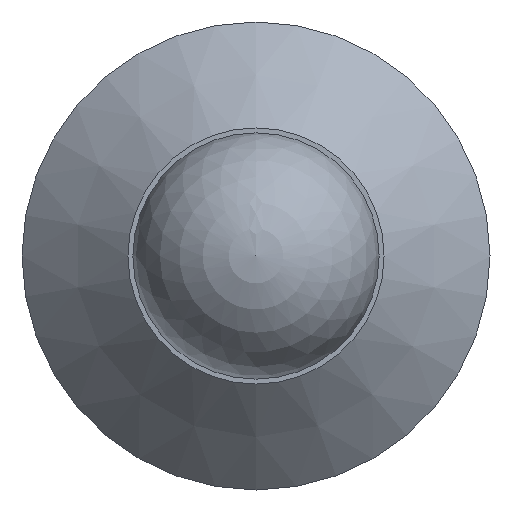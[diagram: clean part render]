
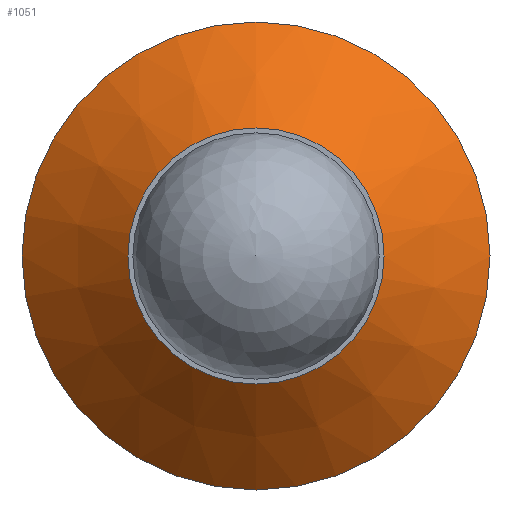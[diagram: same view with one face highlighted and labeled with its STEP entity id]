
A CAD part, front view. The second image highlights one B-rep face of the part: STEP entity #1051.
In plain terms, the highlighted conical face has half-angle 47.07 degrees and reference radius 4.75 mm.
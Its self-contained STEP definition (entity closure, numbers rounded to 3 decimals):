
#982 = CYLINDRICAL_SURFACE('',#983,4.75);
#983 = AXIS2_PLACEMENT_3D('',#984,#985,#986);
#984 = CARTESIAN_POINT('',(0.,-1.5,0.));
#985 = DIRECTION('',(0.,1.,0.));
#986 = DIRECTION('',(0.,0.,1.));
#1000 = EDGE_CURVE('',#1001,#1001,#1003,.T.);
#1001 = VERTEX_POINT('',#1002);
#1002 = CARTESIAN_POINT('',(0.,-1.5,4.75));
#1003 = SURFACE_CURVE('',#1004,(#1009,#1016),.PCURVE_S1.);
#1004 = CIRCLE('',#1005,4.75);
#1005 = AXIS2_PLACEMENT_3D('',#1006,#1007,#1008);
#1006 = CARTESIAN_POINT('',(0.,-1.5,0.));
#1007 = DIRECTION('',(0.,1.,0.));
#1008 = DIRECTION('',(0.,0.,1.));
#1009 = PCURVE('',#982,#1010);
#1010 = DEFINITIONAL_REPRESENTATION('',(#1011),#1015);
#1011 = LINE('',#1012,#1013);
#1012 = CARTESIAN_POINT('',(0.,0.));
#1013 = VECTOR('',#1014,1.);
#1014 = DIRECTION('',(1.,0.));
#1015 = ( GEOMETRIC_REPRESENTATION_CONTEXT(2) 
PARAMETRIC_REPRESENTATION_CONTEXT() REPRESENTATION_CONTEXT('2D SPACE',''
  ) );
#1016 = PCURVE('',#1017,#1022);
#1017 = CONICAL_SURFACE('',#1018,4.75,0.822);
#1018 = AXIS2_PLACEMENT_3D('',#1019,#1020,#1021);
#1019 = CARTESIAN_POINT('',(0.,-1.5,0.));
#1020 = DIRECTION('',(0.,1.,0.));
#1021 = DIRECTION('',(0.,0.,1.));
#1022 = DEFINITIONAL_REPRESENTATION('',(#1023),#1027);
#1023 = LINE('',#1024,#1025);
#1024 = CARTESIAN_POINT('',(0.,0.));
#1025 = VECTOR('',#1026,1.);
#1026 = DIRECTION('',(1.,0.));
#1027 = ( GEOMETRIC_REPRESENTATION_CONTEXT(2) 
PARAMETRIC_REPRESENTATION_CONTEXT() REPRESENTATION_CONTEXT('2D SPACE',''
  ) );
#1051 = ADVANCED_FACE('',(#1052),#1017,.T.);
#1052 = FACE_BOUND('',#1053,.F.);
#1053 = EDGE_LOOP('',(#1054,#1055,#1078,#1109));
#1054 = ORIENTED_EDGE('',*,*,#1000,.T.);
#1055 = ORIENTED_EDGE('',*,*,#1056,.T.);
#1056 = EDGE_CURVE('',#1001,#1057,#1059,.T.);
#1057 = VERTEX_POINT('',#1058);
#1058 = CARTESIAN_POINT('',(0.,-3.5,2.6));
#1059 = SEAM_CURVE('',#1060,(#1064,#1071),.PCURVE_S1.);
#1060 = LINE('',#1061,#1062);
#1061 = CARTESIAN_POINT('',(0.,-1.5,4.75));
#1062 = VECTOR('',#1063,1.);
#1063 = DIRECTION('',(0.,-0.681,
    -0.732));
#1064 = PCURVE('',#1017,#1065);
#1065 = DEFINITIONAL_REPRESENTATION('',(#1066),#1070);
#1066 = LINE('',#1067,#1068);
#1067 = CARTESIAN_POINT('',(0.,0.));
#1068 = VECTOR('',#1069,1.);
#1069 = DIRECTION('',(0.,-1.));
#1070 = ( GEOMETRIC_REPRESENTATION_CONTEXT(2) 
PARAMETRIC_REPRESENTATION_CONTEXT() REPRESENTATION_CONTEXT('2D SPACE',''
  ) );
#1071 = PCURVE('',#1017,#1072);
#1072 = DEFINITIONAL_REPRESENTATION('',(#1073),#1077);
#1073 = LINE('',#1074,#1075);
#1074 = CARTESIAN_POINT('',(6.283,0.));
#1075 = VECTOR('',#1076,1.);
#1076 = DIRECTION('',(0.,-1.));
#1077 = ( GEOMETRIC_REPRESENTATION_CONTEXT(2) 
PARAMETRIC_REPRESENTATION_CONTEXT() REPRESENTATION_CONTEXT('2D SPACE',''
  ) );
#1078 = ORIENTED_EDGE('',*,*,#1079,.F.);
#1079 = EDGE_CURVE('',#1057,#1057,#1080,.T.);
#1080 = SURFACE_CURVE('',#1081,(#1086,#1093),.PCURVE_S1.);
#1081 = CIRCLE('',#1082,2.6);
#1082 = AXIS2_PLACEMENT_3D('',#1083,#1084,#1085);
#1083 = CARTESIAN_POINT('',(0.,-3.5,0.));
#1084 = DIRECTION('',(0.,1.,0.));
#1085 = DIRECTION('',(0.,0.,1.));
#1086 = PCURVE('',#1017,#1087);
#1087 = DEFINITIONAL_REPRESENTATION('',(#1088),#1092);
#1088 = LINE('',#1089,#1090);
#1089 = CARTESIAN_POINT('',(0.,-2.));
#1090 = VECTOR('',#1091,1.);
#1091 = DIRECTION('',(1.,0.));
#1092 = ( GEOMETRIC_REPRESENTATION_CONTEXT(2) 
PARAMETRIC_REPRESENTATION_CONTEXT() REPRESENTATION_CONTEXT('2D SPACE',''
  ) );
#1093 = PCURVE('',#1094,#1099);
#1094 = PLANE('',#1095);
#1095 = AXIS2_PLACEMENT_3D('',#1096,#1097,#1098);
#1096 = CARTESIAN_POINT('',(0.,-3.5,0.));
#1097 = DIRECTION('',(0.,-1.,0.));
#1098 = DIRECTION('',(0.,0.,-1.));
#1099 = DEFINITIONAL_REPRESENTATION('',(#1100),#1108);
#1100 = ( BOUNDED_CURVE() B_SPLINE_CURVE(2,(#1101,#1102,#1103,#1104,
#1105,#1106,#1107),.UNSPECIFIED.,.F.,.F.) B_SPLINE_CURVE_WITH_KNOTS((1,2
    ,2,2,2,1),(-2.094,0.,2.094,4.189,
6.283,8.378),.UNSPECIFIED.) CURVE() 
GEOMETRIC_REPRESENTATION_ITEM() RATIONAL_B_SPLINE_CURVE((1.,0.5,1.,0.5,
1.,0.5,1.)) REPRESENTATION_ITEM('') );
#1101 = CARTESIAN_POINT('',(-2.6,0.));
#1102 = CARTESIAN_POINT('',(-2.6,4.503));
#1103 = CARTESIAN_POINT('',(1.3,2.252));
#1104 = CARTESIAN_POINT('',(5.2,0.));
#1105 = CARTESIAN_POINT('',(1.3,-2.252));
#1106 = CARTESIAN_POINT('',(-2.6,-4.503));
#1107 = CARTESIAN_POINT('',(-2.6,0.));
#1108 = ( GEOMETRIC_REPRESENTATION_CONTEXT(2) 
PARAMETRIC_REPRESENTATION_CONTEXT() REPRESENTATION_CONTEXT('2D SPACE',''
  ) );
#1109 = ORIENTED_EDGE('',*,*,#1056,.F.);
